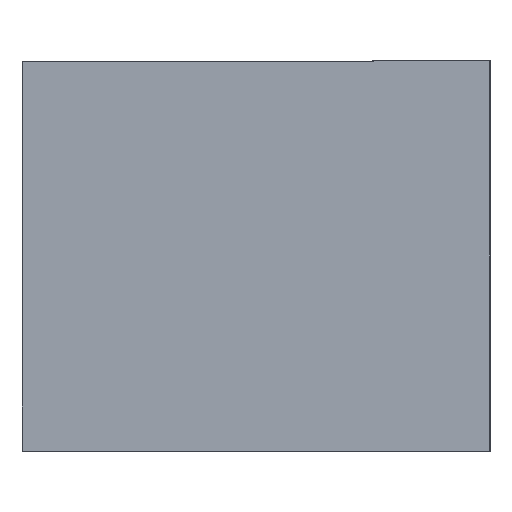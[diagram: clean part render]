
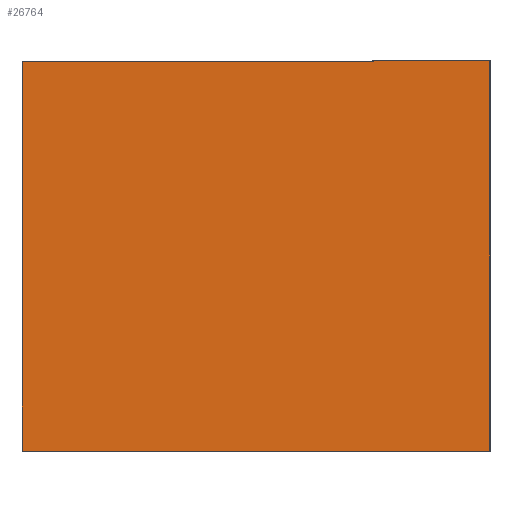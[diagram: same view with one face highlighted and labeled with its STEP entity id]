
A CAD part, left-side view. The second image highlights one B-rep face of the part: STEP entity #26764.
In plain terms, the highlighted planar face has unit normal (-1, 0, 0).
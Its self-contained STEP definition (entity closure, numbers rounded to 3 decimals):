
#290 = PLANE ( 'NONE',  #17984 ) ;
#684 = VECTOR ( 'NONE', #7940, 1000. ) ;
#826 = ORIENTED_EDGE ( 'NONE', *, *, #4746, .F. ) ;
#872 = LINE ( 'NONE', #26421, #26884 ) ;
#1124 = CARTESIAN_POINT ( 'NONE',  ( -20., 6., -2.5 ) ) ;
#2753 = EDGE_CURVE ( 'NONE', #8427, #3131, #6941, .T. ) ;
#2926 = CARTESIAN_POINT ( 'NONE',  ( -20., 6., -2.5 ) ) ;
#2989 = CARTESIAN_POINT ( 'NONE',  ( -20., 6., 2.5 ) ) ;
#3131 = VERTEX_POINT ( 'NONE', #16632 ) ;
#3258 = CARTESIAN_POINT ( 'NONE',  ( -20., 6., -2.5 ) ) ;
#3781 = EDGE_CURVE ( 'NONE', #8427, #21258, #15230, .T. ) ;
#4250 = ORIENTED_EDGE ( 'NONE', *, *, #2753, .T. ) ;
#4746 = EDGE_CURVE ( 'NONE', #29104, #3131, #872, .T. ) ;
#5065 = ORIENTED_EDGE ( 'NONE', *, *, #13874, .F. ) ;
#5705 = CARTESIAN_POINT ( 'NONE',  ( -20., 1.49, 2.51 ) ) ;
#5882 = LINE ( 'NONE', #5705, #23852 ) ;
#6004 = EDGE_CURVE ( 'NONE', #10423, #14618, #5882, .T. ) ;
#6356 = FACE_OUTER_BOUND ( 'NONE', #28292, .T. ) ;
#6941 = LINE ( 'NONE', #2926, #684 ) ;
#7863 = DIRECTION ( 'NONE',  ( 0., -1., 0. ) ) ;
#7940 = DIRECTION ( 'NONE',  ( 0., -1., 0. ) ) ;
#8082 = LINE ( 'NONE', #15027, #26049 ) ;
#8427 = VERTEX_POINT ( 'NONE', #1124 ) ;
#10423 = VERTEX_POINT ( 'NONE', #21552 ) ;
#10914 = ORIENTED_EDGE ( 'NONE', *, *, #3781, .F. ) ;
#13165 = LINE ( 'NONE', #23900, #20806 ) ;
#13874 = EDGE_CURVE ( 'NONE', #10423, #29104, #8082, .T. ) ;
#14618 = VERTEX_POINT ( 'NONE', #20088 ) ;
#15027 = CARTESIAN_POINT ( 'NONE',  ( -20., -0.01, 2.51 ) ) ;
#15230 = LINE ( 'NONE', #15243, #26582 ) ;
#15243 = CARTESIAN_POINT ( 'NONE',  ( -20., 6., -2.5 ) ) ;
#16632 = CARTESIAN_POINT ( 'NONE',  ( -20., -0.01, -2.5 ) ) ;
#17984 = AXIS2_PLACEMENT_3D ( 'NONE', #3258, #22099, #24063 ) ;
#19318 = DIRECTION ( 'NONE',  ( 0., 0., -1. ) ) ;
#19914 = DIRECTION ( 'NONE',  ( 0., 0., 1. ) ) ;
#20088 = CARTESIAN_POINT ( 'NONE',  ( -20., 1.49, 2.5 ) ) ;
#20806 = VECTOR ( 'NONE', #26425, 1000. ) ;
#21258 = VERTEX_POINT ( 'NONE', #2989 ) ;
#21552 = CARTESIAN_POINT ( 'NONE',  ( -20., 1.49, 2.51 ) ) ;
#21619 = ORIENTED_EDGE ( 'NONE', *, *, #27938, .F. ) ;
#22099 = DIRECTION ( 'NONE',  ( -1., 0., 0. ) ) ;
#23852 = VECTOR ( 'NONE', #19318, 1000. ) ;
#23900 = CARTESIAN_POINT ( 'NONE',  ( -20., 6., 2.5 ) ) ;
#24063 = DIRECTION ( 'NONE',  ( 0., 0., 1. ) ) ;
#24458 = CARTESIAN_POINT ( 'NONE',  ( -20., -0.01, 2.51 ) ) ;
#26049 = VECTOR ( 'NONE', #7863, 1000. ) ;
#26421 = CARTESIAN_POINT ( 'NONE',  ( -20., -0.01, 2.5 ) ) ;
#26425 = DIRECTION ( 'NONE',  ( 0., -1., 0. ) ) ;
#26582 = VECTOR ( 'NONE', #19914, 1000. ) ;
#26764 = ADVANCED_FACE ( 'NONE', ( #6356 ), #290, .T. ) ;
#26884 = VECTOR ( 'NONE', #28783, 1000. ) ;
#27778 = ORIENTED_EDGE ( 'NONE', *, *, #6004, .T. ) ;
#27938 = EDGE_CURVE ( 'NONE', #21258, #14618, #13165, .T. ) ;
#28292 = EDGE_LOOP ( 'NONE', ( #21619, #10914, #4250, #826, #5065, #27778 ) ) ;
#28783 = DIRECTION ( 'NONE',  ( 0., 0., -1. ) ) ;
#29104 = VERTEX_POINT ( 'NONE', #24458 ) ;
